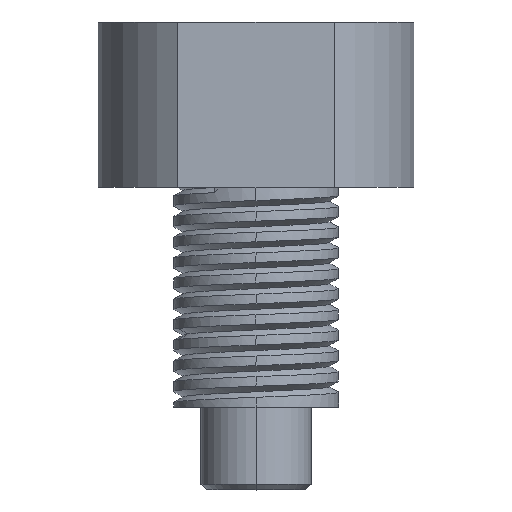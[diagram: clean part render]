
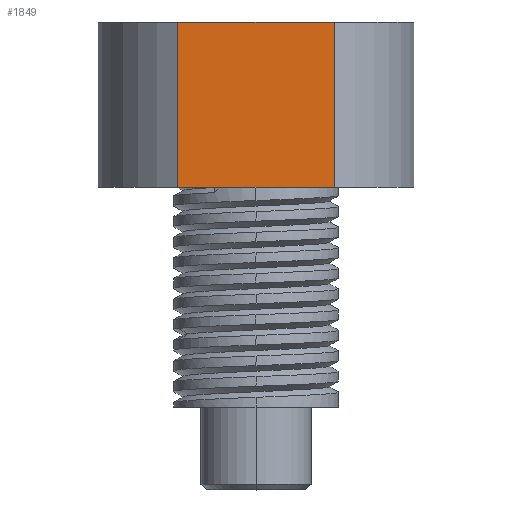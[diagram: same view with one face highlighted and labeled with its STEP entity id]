
A CAD part, top view. The second image highlights one B-rep face of the part: STEP entity #1849.
In plain terms, the highlighted planar face has unit normal (0, 0, 1).
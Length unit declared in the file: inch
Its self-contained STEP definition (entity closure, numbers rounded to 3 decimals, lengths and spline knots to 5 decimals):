
#120 = DIRECTION ( 'NONE',  ( 1., 0., 0. ) ) ;
#321 = CARTESIAN_POINT ( 'NONE',  ( 0.11179, 0.23622, 0.19685 ) ) ;
#361 = ORIENTED_EDGE ( 'NONE', *, *, #1319, .T. ) ;
#490 = CARTESIAN_POINT ( 'NONE',  ( -0.11179, 0., 0.19685 ) ) ;
#660 = VECTOR ( 'NONE', #1487, 39.37008 ) ;
#688 = DIRECTION ( 'NONE',  ( 1., 0., 0. ) ) ;
#726 = DIRECTION ( 'NONE',  ( 0., 0., 1. ) ) ;
#858 = EDGE_CURVE ( 'NONE', #3903, #1905, #2097, .T. ) ;
#878 = DIRECTION ( 'NONE',  ( 1., 0., 0. ) ) ;
#985 = EDGE_CURVE ( 'NONE', #3168, #3903, #2494, .T. ) ;
#1109 = PLANE ( 'NONE',  #3173 ) ;
#1129 = DIRECTION ( 'NONE',  ( 0., 1., 0. ) ) ;
#1286 = VECTOR ( 'NONE', #1129, 39.37008 ) ;
#1319 = EDGE_CURVE ( 'NONE', #2548, #1905, #2685, .T. ) ;
#1487 = DIRECTION ( 'NONE',  ( 0., -1., 0. ) ) ;
#1553 = ORIENTED_EDGE ( 'NONE', *, *, #985, .F. ) ;
#1849 = ADVANCED_FACE ( 'NONE', ( #3182 ), #1109, .T. ) ;
#1852 = VECTOR ( 'NONE', #878, 39.37008 ) ;
#1905 = VERTEX_POINT ( 'NONE', #3557 ) ;
#2097 = LINE ( 'NONE', #2669, #660 ) ;
#2125 = ORIENTED_EDGE ( 'NONE', *, *, #2466, .F. ) ;
#2150 = EDGE_LOOP ( 'NONE', ( #2125, #361, #3451, #1553 ) ) ;
#2466 = EDGE_CURVE ( 'NONE', #2548, #3168, #2981, .T. ) ;
#2494 = LINE ( 'NONE', #3403, #3058 ) ;
#2548 = VERTEX_POINT ( 'NONE', #490 ) ;
#2669 = CARTESIAN_POINT ( 'NONE',  ( 0.11179, 0., 0.19685 ) ) ;
#2685 = LINE ( 'NONE', #3570, #1852 ) ;
#2825 = CARTESIAN_POINT ( 'NONE',  ( -0.11179, 0., 0.19685 ) ) ;
#2981 = LINE ( 'NONE', #3558, #1286 ) ;
#3058 = VECTOR ( 'NONE', #688, 39.37008 ) ;
#3068 = CARTESIAN_POINT ( 'NONE',  ( -0.11179, 0.23622, 0.19685 ) ) ;
#3168 = VERTEX_POINT ( 'NONE', #3068 ) ;
#3173 = AXIS2_PLACEMENT_3D ( 'NONE', #2825, #726, #120 ) ;
#3182 = FACE_OUTER_BOUND ( 'NONE', #2150, .T. ) ;
#3403 = CARTESIAN_POINT ( 'NONE',  ( 0., 0.23622, 0.19685 ) ) ;
#3451 = ORIENTED_EDGE ( 'NONE', *, *, #858, .F. ) ;
#3557 = CARTESIAN_POINT ( 'NONE',  ( 0.11179, 0., 0.19685 ) ) ;
#3558 = CARTESIAN_POINT ( 'NONE',  ( -0.11179, 0., 0.19685 ) ) ;
#3570 = CARTESIAN_POINT ( 'NONE',  ( 0., 0., 0.19685 ) ) ;
#3903 = VERTEX_POINT ( 'NONE', #321 ) ;
